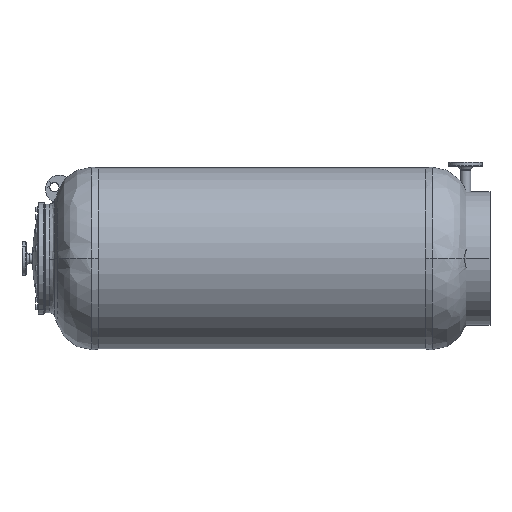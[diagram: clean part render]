
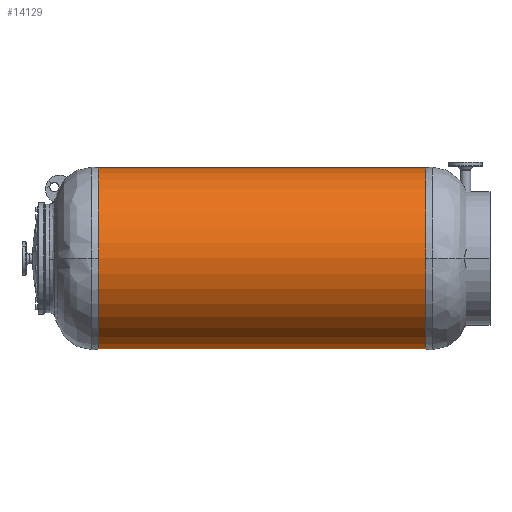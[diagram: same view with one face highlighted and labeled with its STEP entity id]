
A CAD part, left-side view. The second image highlights one B-rep face of the part: STEP entity #14129.
In plain terms, the highlighted cylindrical face has radius 407 mm (diameter 814 mm), a partial arc.
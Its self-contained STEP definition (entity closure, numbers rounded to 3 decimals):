
#2949 = EDGE_CURVE ( 'NONE', #7322, #3448, #12998, .T. ) ;
#3431 = CARTESIAN_POINT ( 'NONE',  ( -383.255, 279.669, 1827.457 ) ) ;
#3448 = VERTEX_POINT ( 'NONE', #16431 ) ;
#4166 = VERTEX_POINT ( 'NONE', #11702 ) ;
#7322 = VERTEX_POINT ( 'NONE', #41198 ) ;
#7886 = VECTOR ( 'NONE', #8621, 1000. ) ;
#8621 = DIRECTION ( 'NONE',  ( 0., 1., 0. ) ) ;
#9024 = ORIENTED_EDGE ( 'NONE', *, *, #2949, .T. ) ;
#11702 = CARTESIAN_POINT ( 'NONE',  ( 23.745, 279.669, 2234.457 ) ) ;
#12998 = CIRCLE ( 'NONE', #28621, 407. ) ;
#13788 = DIRECTION ( 'NONE',  ( 0., 1., 0. ) ) ;
#14129 = ADVANCED_FACE ( 'NONE', ( #16583 ), #33099, .T. ) ;
#14864 = ORIENTED_EDGE ( 'NONE', *, *, #44828, .T. ) ;
#15138 = DIRECTION ( 'NONE',  ( 0., 0., 1. ) ) ;
#16370 = DIRECTION ( 'NONE',  ( 0., 0., 1. ) ) ;
#16431 = CARTESIAN_POINT ( 'NONE',  ( -383.255, 1749.992, 1827.457 ) ) ;
#16438 = EDGE_CURVE ( 'NONE', #19231, #4166, #21405, .T. ) ;
#16583 = FACE_OUTER_BOUND ( 'NONE', #26809, .T. ) ;
#17164 = VECTOR ( 'NONE', #13788, 1000. ) ;
#17830 = CARTESIAN_POINT ( 'NONE',  ( 23.745, 1749.992, 1420.457 ) ) ;
#17875 = DIRECTION ( 'NONE',  ( 0., -1., 0. ) ) ;
#19231 = VERTEX_POINT ( 'NONE', #3431 ) ;
#20929 = CIRCLE ( 'NONE', #51008, 407. ) ;
#20982 = CARTESIAN_POINT ( 'NONE',  ( 23.745, 1749.992, 1827.457 ) ) ;
#21405 = CIRCLE ( 'NONE', #28355, 407. ) ;
#22555 = DIRECTION ( 'NONE',  ( 0., 0., 1. ) ) ;
#25987 = CARTESIAN_POINT ( 'NONE',  ( 23.745, 48.83, 1420.457 ) ) ;
#26809 = EDGE_LOOP ( 'NONE', ( #28856, #29946, #41310, #46805, #9024, #14864 ) ) ;
#26986 = CIRCLE ( 'NONE', #47579, 407. ) ;
#28355 = AXIS2_PLACEMENT_3D ( 'NONE', #43517, #31485, #51635 ) ;
#28621 = AXIS2_PLACEMENT_3D ( 'NONE', #20982, #17875, #16370 ) ;
#28679 = EDGE_CURVE ( 'NONE', #4166, #7322, #33009, .T. ) ;
#28856 = ORIENTED_EDGE ( 'NONE', *, *, #35537, .F. ) ;
#29154 = DIRECTION ( 'NONE',  ( 0., -1., 0. ) ) ;
#29946 = ORIENTED_EDGE ( 'NONE', *, *, #38226, .T. ) ;
#31485 = DIRECTION ( 'NONE',  ( 0., 1., 0. ) ) ;
#32235 = CARTESIAN_POINT ( 'NONE',  ( 23.745, 48.83, 1827.457 ) ) ;
#33009 = LINE ( 'NONE', #41794, #7886 ) ;
#33099 = CYLINDRICAL_SURFACE ( 'NONE', #49845, 407. ) ;
#35537 = EDGE_CURVE ( 'NONE', #49319, #50964, #36806, .T. ) ;
#36806 = LINE ( 'NONE', #25987, #17164 ) ;
#36911 = DIRECTION ( 'NONE',  ( 0., 0., 1. ) ) ;
#38226 = EDGE_CURVE ( 'NONE', #49319, #19231, #20929, .T. ) ;
#39206 = DIRECTION ( 'NONE',  ( 0., 1., 0. ) ) ;
#41198 = CARTESIAN_POINT ( 'NONE',  ( 23.745, 1749.992, 2234.457 ) ) ;
#41310 = ORIENTED_EDGE ( 'NONE', *, *, #16438, .T. ) ;
#41794 = CARTESIAN_POINT ( 'NONE',  ( 23.745, 48.83, 2234.457 ) ) ;
#43517 = CARTESIAN_POINT ( 'NONE',  ( 23.745, 279.669, 1827.457 ) ) ;
#43715 = DIRECTION ( 'NONE',  ( 0., 1., 0. ) ) ;
#43758 = CARTESIAN_POINT ( 'NONE',  ( 23.745, 279.669, 1827.457 ) ) ;
#44828 = EDGE_CURVE ( 'NONE', #3448, #50964, #26986, .T. ) ;
#44985 = CARTESIAN_POINT ( 'NONE',  ( 23.745, 1749.992, 1827.457 ) ) ;
#46805 = ORIENTED_EDGE ( 'NONE', *, *, #28679, .T. ) ;
#47579 = AXIS2_PLACEMENT_3D ( 'NONE', #44985, #29154, #36911 ) ;
#47899 = CARTESIAN_POINT ( 'NONE',  ( 23.745, 279.669, 1420.457 ) ) ;
#49319 = VERTEX_POINT ( 'NONE', #47899 ) ;
#49845 = AXIS2_PLACEMENT_3D ( 'NONE', #32235, #43715, #15138 ) ;
#50964 = VERTEX_POINT ( 'NONE', #17830 ) ;
#51008 = AXIS2_PLACEMENT_3D ( 'NONE', #43758, #39206, #22555 ) ;
#51635 = DIRECTION ( 'NONE',  ( 0., 0., 1. ) ) ;
